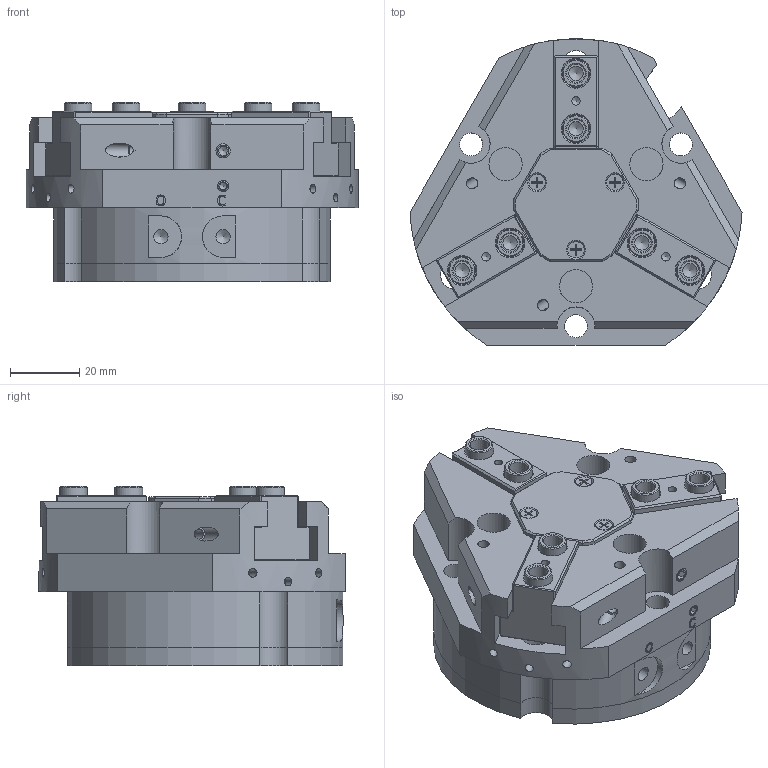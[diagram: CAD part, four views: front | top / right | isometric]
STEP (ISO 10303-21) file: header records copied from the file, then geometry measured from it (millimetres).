
FILE_DESCRIPTION(/* description */ (''),/* implementation_level */ '2;1');
FILE_NAME(/* name */ 'PZP-80-C1.stp',/* time_stamp */ '2019-06-04T10:51:42+02:00',/* author */ ('Tecnico'),/* organization */ ('OMIL'),/* preprocessor_version */ 'ST-DEVELOPER v17',/* originating_system */ 'Autodesk Inventor 2019',/* authorisation */ '');
FILE_SCHEMA (('AUTOMOTIVE_DESIGN { 1 0 10303 214 3 1 1 }'));
Length unit declared in the file: millimetre
Products named in the file (10): PZP-80-C1; PZP-80-CORPO-CLIENTE; PZP-80 GRIFFA C1 (OPP-80_PGP-80)-CLIENTE; PZP-80-COPERCHIO-CLIENTE; PZP-80-FONDELLO-CLIENTE; DIN 7991 - M4x12; ISO 7046-1 - M2,5 x 6 - 4.8 - H - ISO; DIN 913 - M4 x 5; DIN 913 - M5 x 5; BOCCOLA 8H7L5.4
Assembly tree (27 placements, depth 2):
  PZP-80-C1
    PZP-80-CORPO-CLIENTE
    PZP-80 GRIFFA C1 (OPP-80_PGP-80)-CLIENTE  x3
    PZP-80-COPERCHIO-CLIENTE
    PZP-80-FONDELLO-CLIENTE
    DIN 7991 - M4x12  x8
    ISO 7046-1 - M2,5 x 6 - 4.8 - H - ISO  x3
    DIN 913 - M4 x 5  x3
    DIN 913 - M5 x 5
    BOCCOLA 8H7L5.4  x6
Bounding box: 95.91 x 88.5 x 51.8 mm (x, y, z)
Volume: 235275.7 mm3; surface area: 68185.8 mm2
Topology: 27 solids, 27 shells, 715 faces, 1957 edges, 1315 vertices
Faces by surface type: plane 343, cylinder 168, cone 154, bspline 30, torus 20
Full cylindrical faces by diameter (mm): 2.013 x3, 2.224 x3, 2.459 x12, 2.5 x3, 3 x9, 3.242 x14, 4 x14, 4.134 x9, 4.5 x8, 4.7 x3, 5 x7, 5.3 x6, 6 x2, 6.647 x3, 8 x20, 8.3 x3, 8.5 x3, 9.1 x3, 9.6 x3, 56 x1
Entity records: 15007 total; most frequent: CARTESIAN_POINT 3736, ORIENTED_EDGE 2272, DIRECTION 2256, EDGE_CURVE 1136, AXIS2_PLACEMENT_3D 863, VERTEX_POINT 792, LINE 530, VECTOR 530
